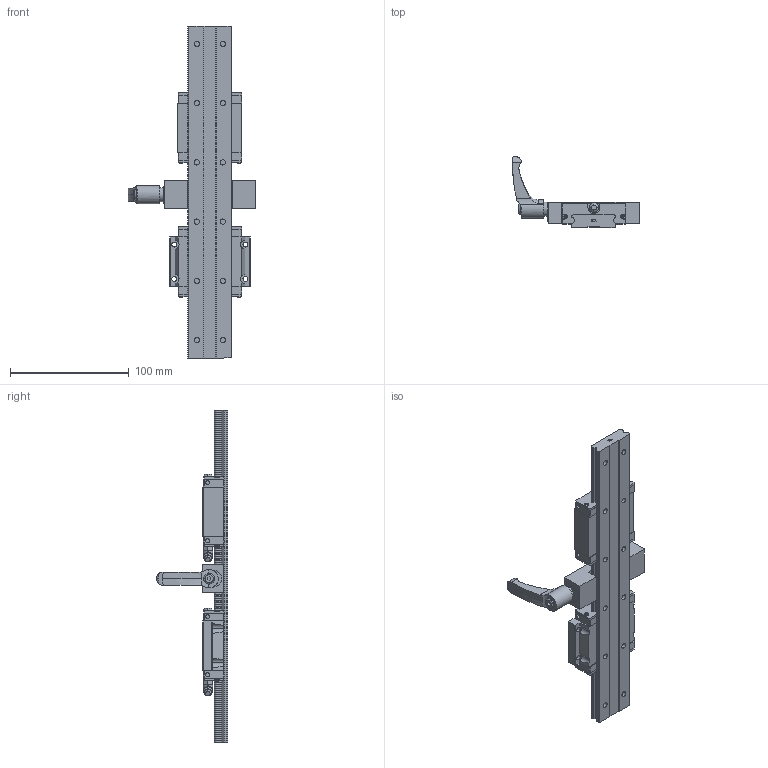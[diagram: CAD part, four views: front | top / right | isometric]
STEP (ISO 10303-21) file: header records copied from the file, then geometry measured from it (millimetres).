
FILE_DESCRIPTION(/* description */ ('Alibre Inc.'),/* implementation_level */ '2;1');
FILE_NAME(/* name */ 'export-0E77A18E-6C07-4C65-9714-207DD35FAC4C',/* time_stamp */ '2024-08-12T11:10:01+02:00',/* author */ (''),/* organization */ (''),/* preprocessor_version */ 'ST-DEVELOPER v17',/* originating_system */ 'Alibre',/* authorisation */ '');
FILE_SCHEMA (('AUTOMOTIVE_DESIGN'));
Length unit declared in the file: millimetre
Products named in the file (7): WEH21CA1R280Z0H_FILE_1; WEH21CA1R280Z0H_FILE; WEW21CCZ0H_FILE; ghkHK2101B32137; ELESA-Klemmhebel GN 604-44-M4-SG; HK2101B; cc_unnamed
Bounding box: 107.38 x 59.94 x 280 mm (x, y, z)
Volume: 217650.9 mm3; surface area: 67715.1 mm2
Topology: 5 solids, 13 shells, 1165 faces, 3090 edges, 2016 vertices
Faces by surface type: plane 630, cylinder 380, cone 97, torus 54, sphere 4
Full cylindrical faces by diameter (mm): 3.242 x1, 4.134 x4, 11.8 x1, 14 x2
Entity records: 36267 total; most frequent: CARTESIAN_POINT 7180, ORIENTED_EDGE 6140, DIRECTION 5412, EDGE_CURVE 3070, AXIS2_PLACEMENT_3D 2118, VERTEX_POINT 2016, VECTOR 1860, LINE 1860
